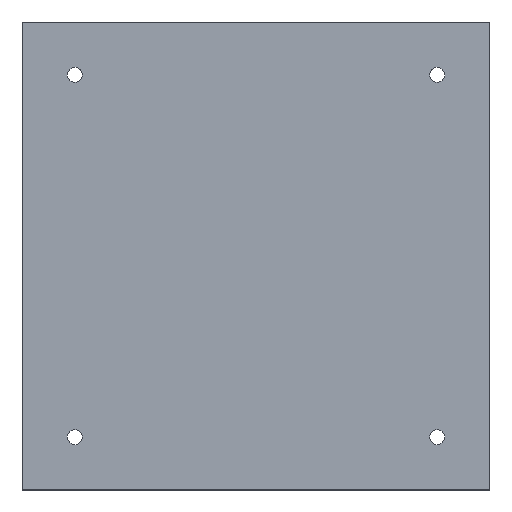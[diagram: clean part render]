
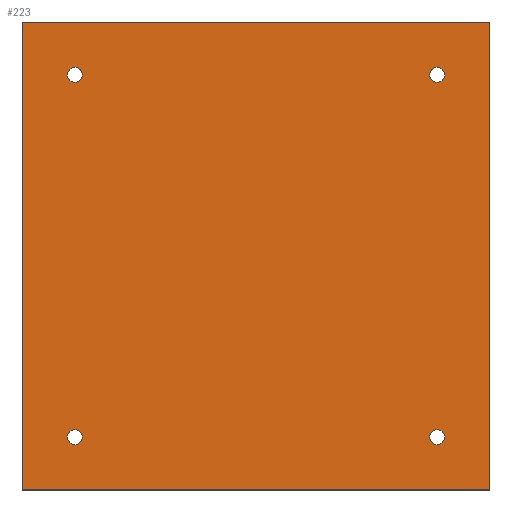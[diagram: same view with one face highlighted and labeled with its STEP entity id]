
A CAD part, top view. The second image highlights one B-rep face of the part: STEP entity #223.
In plain terms, the highlighted planar face has unit normal (0, 0, 1).
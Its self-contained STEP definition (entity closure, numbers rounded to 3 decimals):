
#17=FACE_BOUND('',#55,.T.);
#18=FACE_BOUND('',#56,.T.);
#19=FACE_BOUND('',#57,.T.);
#20=FACE_BOUND('',#58,.T.);
#29=PLANE('',#259);
#41=FACE_OUTER_BOUND('',#54,.T.);
#54=EDGE_LOOP('',(#188,#189,#190,#191));
#55=EDGE_LOOP('',(#192));
#56=EDGE_LOOP('',(#193));
#57=EDGE_LOOP('',(#194));
#58=EDGE_LOOP('',(#195));
#73=LINE('',#363,#90);
#76=LINE('',#369,#93);
#79=LINE('',#375,#96);
#82=LINE('',#379,#99);
#90=VECTOR('',#300,10.);
#93=VECTOR('',#305,10.);
#96=VECTOR('',#310,10.);
#99=VECTOR('',#315,10.);
#101=CIRCLE('',#244,5.);
#103=CIRCLE('',#247,5.);
#105=CIRCLE('',#250,5.);
#107=CIRCLE('',#253,5.);
#111=VERTEX_POINT('',#333);
#113=VERTEX_POINT('',#339);
#115=VERTEX_POINT('',#345);
#117=VERTEX_POINT('',#351);
#121=VERTEX_POINT('',#360);
#122=VERTEX_POINT('',#362);
#124=VERTEX_POINT('',#368);
#126=VERTEX_POINT('',#374);
#129=EDGE_CURVE('',#111,#111,#101,.T.);
#132=EDGE_CURVE('',#113,#113,#103,.T.);
#135=EDGE_CURVE('',#115,#115,#105,.T.);
#138=EDGE_CURVE('',#117,#117,#107,.T.);
#143=EDGE_CURVE('',#122,#121,#73,.T.);
#146=EDGE_CURVE('',#124,#122,#76,.T.);
#149=EDGE_CURVE('',#126,#124,#79,.T.);
#152=EDGE_CURVE('',#121,#126,#82,.T.);
#188=ORIENTED_EDGE('',*,*,#152,.T.);
#189=ORIENTED_EDGE('',*,*,#149,.T.);
#190=ORIENTED_EDGE('',*,*,#146,.T.);
#191=ORIENTED_EDGE('',*,*,#143,.T.);
#192=ORIENTED_EDGE('',*,*,#138,.T.);
#193=ORIENTED_EDGE('',*,*,#135,.T.);
#194=ORIENTED_EDGE('',*,*,#132,.T.);
#195=ORIENTED_EDGE('',*,*,#129,.T.);
#223=ADVANCED_FACE('',(#41,#17,#18,#19,#20),#29,.T.);
#244=AXIS2_PLACEMENT_3D('',#334,#270,#271);
#247=AXIS2_PLACEMENT_3D('',#340,#277,#278);
#250=AXIS2_PLACEMENT_3D('',#346,#284,#285);
#253=AXIS2_PLACEMENT_3D('',#352,#291,#292);
#259=AXIS2_PLACEMENT_3D('',#380,#316,#317);
#270=DIRECTION('center_axis',(0.,0.,-1.));
#271=DIRECTION('ref_axis',(1.,0.,0.));
#277=DIRECTION('center_axis',(0.,0.,-1.));
#278=DIRECTION('ref_axis',(1.,0.,0.));
#284=DIRECTION('center_axis',(0.,0.,-1.));
#285=DIRECTION('ref_axis',(1.,0.,0.));
#291=DIRECTION('center_axis',(0.,0.,-1.));
#292=DIRECTION('ref_axis',(1.,0.,0.));
#300=DIRECTION('',(0.,1.,0.));
#305=DIRECTION('',(1.,0.,0.));
#310=DIRECTION('',(0.,-1.,0.));
#315=DIRECTION('',(-1.,0.,0.));
#316=DIRECTION('center_axis',(0.,0.,1.));
#317=DIRECTION('ref_axis',(1.,0.,0.));
#333=CARTESIAN_POINT('',(115.,120.,8.));
#334=CARTESIAN_POINT('Origin',(120.,120.,8.));
#339=CARTESIAN_POINT('',(-125.,120.,8.));
#340=CARTESIAN_POINT('Origin',(-120.,120.,8.));
#345=CARTESIAN_POINT('',(115.,-120.,8.));
#346=CARTESIAN_POINT('Origin',(120.,-120.,8.));
#351=CARTESIAN_POINT('',(-125.,-120.,8.));
#352=CARTESIAN_POINT('Origin',(-120.,-120.,8.));
#360=CARTESIAN_POINT('',(155.,155.,8.));
#362=CARTESIAN_POINT('',(155.,-155.,8.));
#363=CARTESIAN_POINT('',(155.,155.,8.));
#368=CARTESIAN_POINT('',(-155.,-155.,8.));
#369=CARTESIAN_POINT('',(155.,-155.,8.));
#374=CARTESIAN_POINT('',(-155.,155.,8.));
#375=CARTESIAN_POINT('',(-155.,-155.,8.));
#379=CARTESIAN_POINT('',(-155.,155.,8.));
#380=CARTESIAN_POINT('Origin',(0.,0.,8.));
